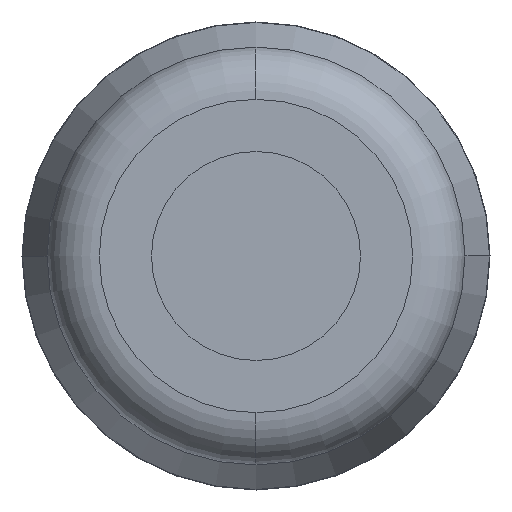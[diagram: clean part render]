
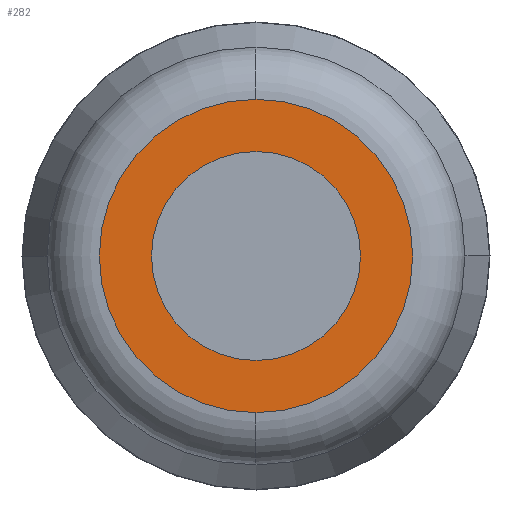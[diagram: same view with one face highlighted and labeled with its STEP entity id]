
A CAD part, left-side view. The second image highlights one B-rep face of the part: STEP entity #282.
In plain terms, the highlighted planar face has unit normal (-1, 0, 0).
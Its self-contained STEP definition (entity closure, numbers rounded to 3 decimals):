
#270=VERTEX_POINT('',#722);
#278=EDGE_CURVE('',#622,#626,#730,.T.);
#282=ADVANCED_FACE('',(#734,#735),#736,.T.);
#354=VERTEX_POINT('',#814);
#422=EDGE_CURVE('',#516,#354,#892,.T.);
#510=EDGE_CURVE('',#626,#270,#994,.T.);
#516=VERTEX_POINT('',#1000);
#618=EDGE_CURVE('',#354,#516,#1119,.T.);
#622=VERTEX_POINT('',#1123);
#626=VERTEX_POINT('',#1127);
#638=EDGE_CURVE('',#270,#622,#1139,.T.);
#722=CARTESIAN_POINT('',(-16.0,0.,1.875));
#730=CIRCLE('',#1240,1.875);
#734=FACE_BOUND('',#1246,.T.);
#735=FACE_OUTER_BOUND('',#1247,.T.);
#736=PLANE('',#1248);
#814=CARTESIAN_POINT('',(-16.0,0.,1.25));
#892=CIRCLE('',#1452,1.25);
#994=CIRCLE('',#1578,1.875);
#1000=CARTESIAN_POINT('',(-16.0,0.,-1.25));
#1119=CIRCLE('',#1729,1.25);
#1123=CARTESIAN_POINT('',(-16.0,0.,-1.875));
#1127=CARTESIAN_POINT('',(-16.0,1.875,0.0));
#1139=CIRCLE('',#1757,1.875);
#1240=AXIS2_PLACEMENT_3D('',#1841,#1842,#1843);
#1246=EDGE_LOOP('',(#1846,#1847));
#1247=EDGE_LOOP('',(#1848,#1849,#1850));
#1248=AXIS2_PLACEMENT_3D('',#1851,#1852,#1853);
#1452=AXIS2_PLACEMENT_3D('',#2054,#2055,#2056);
#1578=AXIS2_PLACEMENT_3D('',#2213,#2214,#2215);
#1729=AXIS2_PLACEMENT_3D('',#2387,#2388,#2389);
#1757=AXIS2_PLACEMENT_3D('',#2401,#2402,#2403);
#1841=CARTESIAN_POINT('',(-16.0,0.0,0.0));
#1842=DIRECTION('',(1.0,0.0,0.0));
#1843=DIRECTION('',(0.0,1.0,0.0));
#1846=ORIENTED_EDGE('',*,*,#618,.T.);
#1847=ORIENTED_EDGE('',*,*,#422,.T.);
#1848=ORIENTED_EDGE('',*,*,#510,.F.);
#1849=ORIENTED_EDGE('',*,*,#278,.F.);
#1850=ORIENTED_EDGE('',*,*,#638,.F.);
#1851=CARTESIAN_POINT('',(-16.0,0.938,0.0));
#1852=DIRECTION('',(-1.0,-0.0,0.0));
#1853=DIRECTION('',(0.0,-1.0,-0.0));
#2054=CARTESIAN_POINT('',(-16.0,0.0,0.0));
#2055=DIRECTION('',(1.0,0.0,0.0));
#2056=DIRECTION('',(0.0,0.0,-1.0));
#2213=CARTESIAN_POINT('',(-16.0,0.0,0.0));
#2214=DIRECTION('',(1.0,0.0,0.0));
#2215=DIRECTION('',(0.0,1.0,0.0));
#2387=CARTESIAN_POINT('',(-16.0,0.0,0.0));
#2388=DIRECTION('',(1.0,0.0,0.0));
#2389=DIRECTION('',(0.0,0.0,-1.0));
#2401=CARTESIAN_POINT('',(-16.0,0.0,0.0));
#2402=DIRECTION('',(1.0,0.0,0.0));
#2403=DIRECTION('',(0.0,1.0,0.0));
